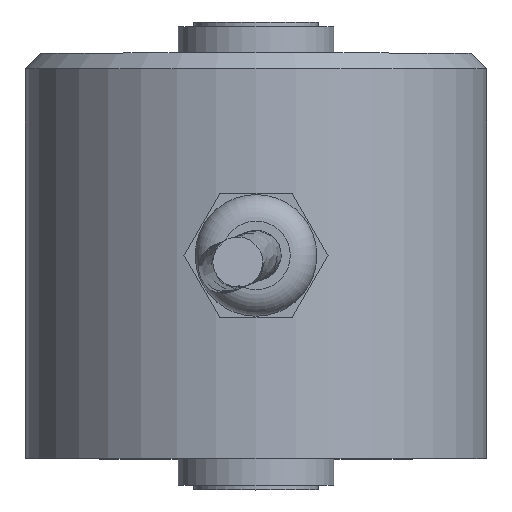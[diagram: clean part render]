
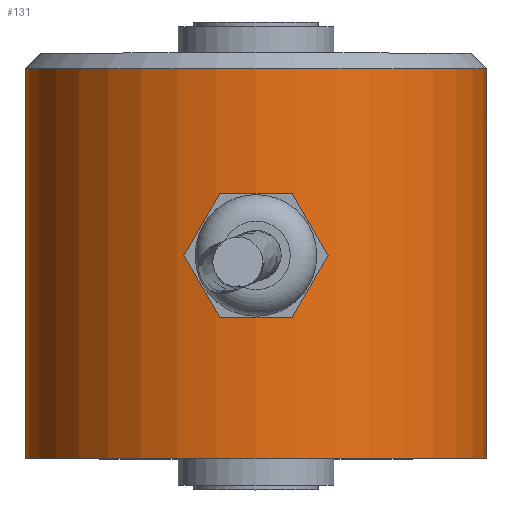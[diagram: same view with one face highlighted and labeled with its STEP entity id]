
A CAD part, top view. The second image highlights one B-rep face of the part: STEP entity #131.
In plain terms, the highlighted cylindrical face has radius 14.8 mm (diameter 29.6 mm), a full revolution.
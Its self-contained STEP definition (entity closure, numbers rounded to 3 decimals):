
#131 = ADVANCED_FACE( '', ( #262, #263 ), #264, .T. );
#262 = FACE_OUTER_BOUND( '', #439, .T. );
#263 = FACE_OUTER_BOUND( '', #440, .T. );
#264 = CYLINDRICAL_SURFACE( '', #441, 14.8 );
#439 = EDGE_LOOP( '', ( #864 ) );
#440 = EDGE_LOOP( '', ( #865 ) );
#441 = AXIS2_PLACEMENT_3D( '', #866, #867, #868 );
#864 = ORIENTED_EDGE( '', *, *, #1166, .T. );
#865 = ORIENTED_EDGE( '', *, *, #1167, .F. );
#866 = CARTESIAN_POINT( '', ( 0., 60., 0. ) );
#867 = DIRECTION( '', ( 0., 1., 0. ) );
#868 = DIRECTION( '', ( 0., 0., -1. ) );
#1166 = EDGE_CURVE( '', #1278, #1278, #1279, .F. );
#1167 = EDGE_CURVE( '', #1280, #1280, #1281, .T. );
#1278 = VERTEX_POINT( '', #1440 );
#1279 = CIRCLE( '', #1441, 14.8 );
#1280 = VERTEX_POINT( '', #1442 );
#1281 = CIRCLE( '', #1443, 14.8 );
#1440 = CARTESIAN_POINT( '', ( -14.8, 12., 0. ) );
#1441 = AXIS2_PLACEMENT_3D( '', #1671, #1672, #1673 );
#1442 = CARTESIAN_POINT( '', ( 0., -13., -14.8 ) );
#1443 = AXIS2_PLACEMENT_3D( '', #1674, #1675, #1676 );
#1671 = CARTESIAN_POINT( '', ( 0., 12., 0. ) );
#1672 = DIRECTION( '', ( 0., 1., 0. ) );
#1673 = DIRECTION( '', ( -1., 0., 0. ) );
#1674 = CARTESIAN_POINT( '', ( 0., -13., 0. ) );
#1675 = DIRECTION( '', ( 0., -1., 0. ) );
#1676 = DIRECTION( '', ( 0., 0., -1. ) );
